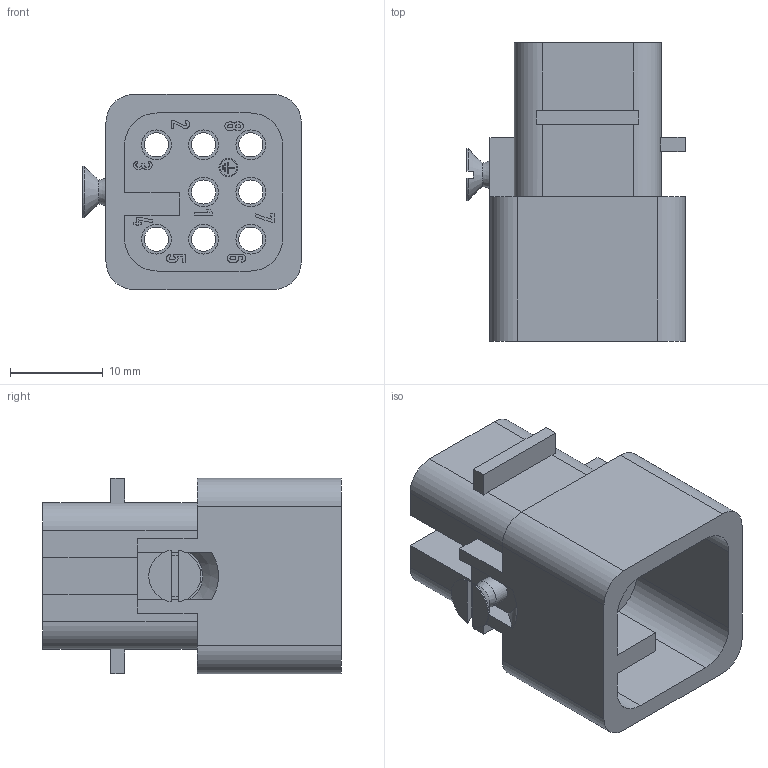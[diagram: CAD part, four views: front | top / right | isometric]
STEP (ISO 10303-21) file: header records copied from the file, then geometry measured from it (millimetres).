
FILE_DESCRIPTION(/* description */ (''),/* implementation_level */ '2;1');
FILE_NAME(/* name */ '100094947ugm000_b.stp',/* time_stamp */ '2017-09-28T17:02:50+02:00',/* author */ (''),/* organization */ (''),/* preprocessor_version */ 'ST-DEVELOPER v16',/* originating_system */ 'SIEMENS PLM Software NX 10.0',/* authorisation */ '');
FILE_SCHEMA (('AUTOMOTIVE_DESIGN { 1 0 10303 214 3 1 1 1 }'));
Length unit declared in the file: millimetre
Products named in the file (1): 100094947ugm000_b
Bounding box: 23.5 x 32.1 x 21 mm (x, y, z)
Volume: 5834.4 mm3; surface area: 5958.5 mm2
Topology: 1 solids, 1 shells, 491 faces, 1270 edges, 855 vertices
Faces by surface type: plane 371, cylinder 117, cone 3
Full cylindrical faces by diameter (mm): 0.228 x1, 0.252 x1, 1.8 x1, 2 x1, 2.025 x1, 2.25 x1, 2.6 x8, 3 x1, 3.2 x8, 3.4 x8
Entity records: 18306 total; most frequent: CARTESIAN_POINT 2652, ORIENTED_EDGE 2474, DIRECTION 2448, EDGE_CURVE 1237, LINE 970, VECTOR 970, VERTEX_POINT 846, AXIS2_PLACEMENT_3D 739
